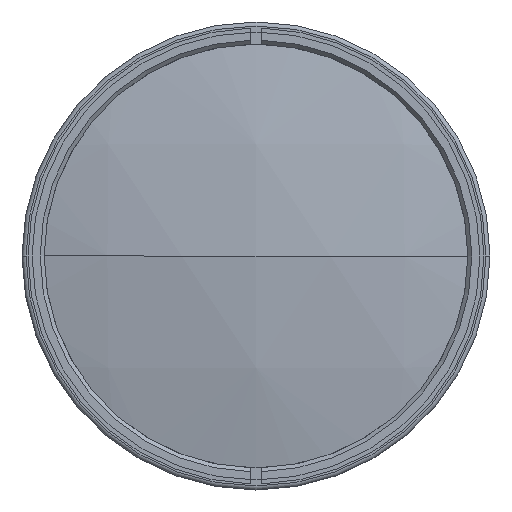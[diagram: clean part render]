
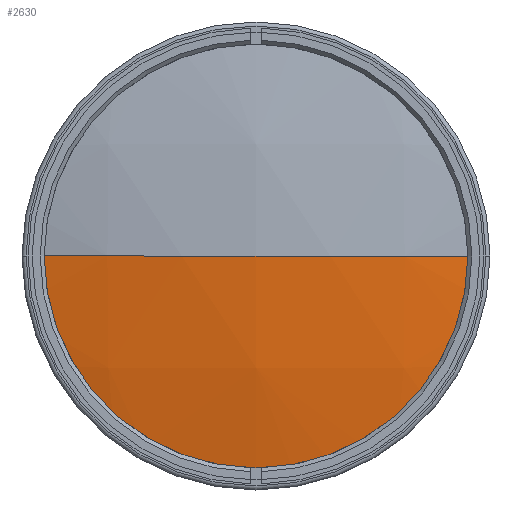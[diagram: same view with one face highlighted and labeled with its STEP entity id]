
A CAD part, left-side view. The second image highlights one B-rep face of the part: STEP entity #2630.
In plain terms, the highlighted spherical face has radius 252 mm.
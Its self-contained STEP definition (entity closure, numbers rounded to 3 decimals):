
#23 = VERTEX_POINT ( 'NONE', #699 ) ;
#699 = CARTESIAN_POINT ( 'NONE',  ( -232.504, 0., 0. ) ) ;
#836 = CARTESIAN_POINT ( 'NONE',  ( 19.496, 0., 0. ) ) ;
#886 = VERTEX_POINT ( 'NONE', #1776 ) ;
#958 = CIRCLE ( 'NONE', #2942, 252. ) ;
#1123 = DIRECTION ( 'NONE',  ( 0., 1., 0. ) ) ;
#1341 = DIRECTION ( 'NONE',  ( 0., 0., -1. ) ) ;
#1622 = DIRECTION ( 'NONE',  ( 0., 0., -1. ) ) ;
#1639 = CIRCLE ( 'NONE', #3453, 55. ) ;
#1776 = CARTESIAN_POINT ( 'NONE',  ( -226.429, 55., 0. ) ) ;
#1859 = EDGE_CURVE ( 'NONE', #2238, #23, #958, .T. ) ;
#1901 = SPHERICAL_SURFACE ( 'NONE', #3156, 252. ) ;
#2123 = CARTESIAN_POINT ( 'NONE',  ( 19.496, 0., 0. ) ) ;
#2165 = FACE_OUTER_BOUND ( 'NONE', #2524, .T. ) ;
#2238 = VERTEX_POINT ( 'NONE', #2407 ) ;
#2407 = CARTESIAN_POINT ( 'NONE',  ( -226.429, -55., 0. ) ) ;
#2419 = ORIENTED_EDGE ( 'NONE', *, *, #3202, .T. ) ;
#2424 = DIRECTION ( 'NONE',  ( 0., 0., 1. ) ) ;
#2443 = CARTESIAN_POINT ( 'NONE',  ( 19.496, 0., 0. ) ) ;
#2524 = EDGE_LOOP ( 'NONE', ( #2419, #2734, #2954 ) ) ;
#2536 = CIRCLE ( 'NONE', #2709, 252. ) ;
#2630 = ADVANCED_FACE ( 'NONE', ( #2165 ), #1901, .T. ) ;
#2709 = AXIS2_PLACEMENT_3D ( 'NONE', #2123, #2893, #3210 ) ;
#2729 = DIRECTION ( 'NONE',  ( -1., 0., 0. ) ) ;
#2734 = ORIENTED_EDGE ( 'NONE', *, *, #1859, .T. ) ;
#2893 = DIRECTION ( 'NONE',  ( 0., 0., 1. ) ) ;
#2942 = AXIS2_PLACEMENT_3D ( 'NONE', #2443, #1341, #3503 ) ;
#2954 = ORIENTED_EDGE ( 'NONE', *, *, #3149, .F. ) ;
#3149 = EDGE_CURVE ( 'NONE', #886, #23, #2536, .T. ) ;
#3156 = AXIS2_PLACEMENT_3D ( 'NONE', #836, #1622, #1123 ) ;
#3202 = EDGE_CURVE ( 'NONE', #886, #2238, #1639, .T. ) ;
#3210 = DIRECTION ( 'NONE',  ( 0., -1., 0. ) ) ;
#3282 = CARTESIAN_POINT ( 'NONE',  ( -226.429, 0., 0. ) ) ;
#3453 = AXIS2_PLACEMENT_3D ( 'NONE', #3282, #2729, #2424 ) ;
#3503 = DIRECTION ( 'NONE',  ( 0., 1., 0. ) ) ;
